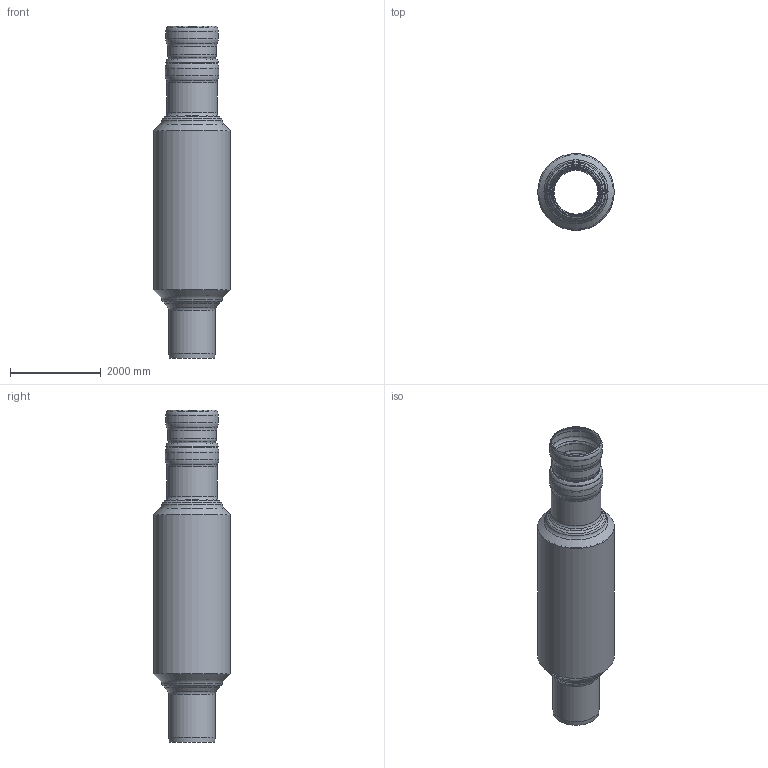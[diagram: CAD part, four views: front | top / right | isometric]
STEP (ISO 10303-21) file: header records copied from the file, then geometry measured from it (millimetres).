
FILE_DESCRIPTION(/* description */ (''),/* implementation_level */ '2;1');
FILE_NAME(/* name */ '05570.100X_3D.stp',/* time_stamp */ '2024-12-11T14:17:16+01:00',/* author */ ('CAD'),/* organization */ (''),/* preprocessor_version */ 'ST-DEVELOPER v20',/* originating_system */ 'AutoCAD Mechanical',/* authorisation */ '');
FILE_SCHEMA (('AUTOMOTIVE_DESIGN { 1 0 10303 214 3 1 1 }'));
Length unit declared in the file: centimetre
Products named in the file (3): Product; 05579.100XA; *S1
Assembly tree (2 placements, depth 2):
  Product
    05579.100XA
    *S1
Bounding box: 1683 x 1683 x 7300 mm (x, y, z)
Volume: 902747830 mm3; surface area: 80113064.5 mm2
Topology: 7 solids, 7 shells, 116 faces, 291 edges, 188 vertices
Faces by surface type: plane 44, torus 30, cone 21, cylinder 14, bspline 7
Full cylindrical faces by diameter (mm): 980 x1, 992 x1, 1016 x1, 1020 x1, 1054 x1, 1060 x1, 1078 x1, 1100 x1, 1134 x1, 1140 x1, 1158 x1, 1180 x1, 1625 x1, 1683 x1
Entity records: 3970 total; most frequent: CARTESIAN_POINT 916, DIRECTION 728, ORIENTED_EDGE 580, AXIS2_PLACEMENT_3D 330, EDGE_CURVE 290, VERTEX_POINT 186, CIRCLE 152, EDGE_LOOP 128
